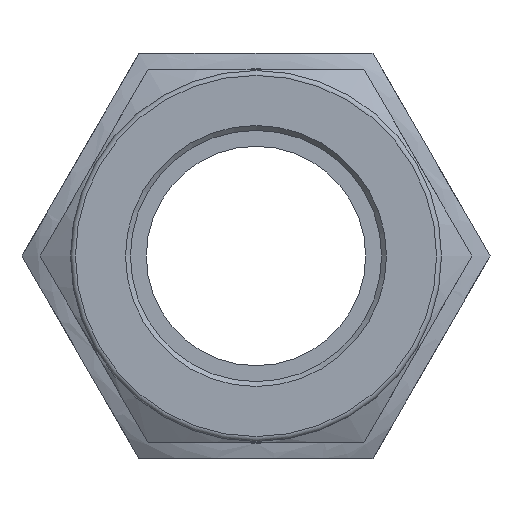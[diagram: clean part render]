
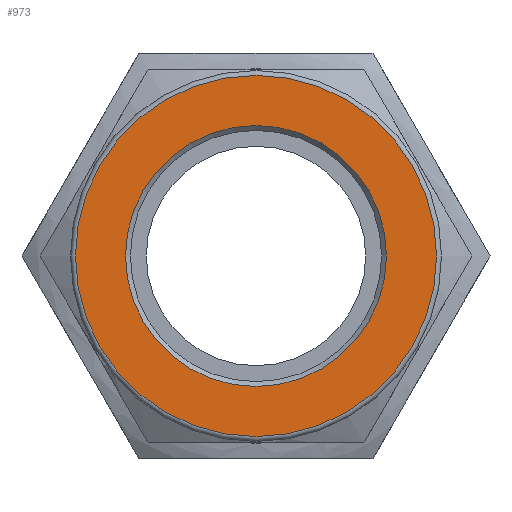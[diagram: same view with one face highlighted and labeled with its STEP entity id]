
A CAD part, left-side view. The second image highlights one B-rep face of the part: STEP entity #973.
In plain terms, the highlighted planar face has unit normal (-1, 0, 0).
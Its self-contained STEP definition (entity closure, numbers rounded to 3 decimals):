
#34=FACE_BOUND('',#220,.T.);
#79=CIRCLE('',#1074,13.3);
#80=CIRCLE('',#1076,18.4);
#150=FACE_OUTER_BOUND('',#219,.T.);
#219=EDGE_LOOP('',(#701));
#220=EDGE_LOOP('',(#702));
#425=VERTEX_POINT('',#1562);
#426=VERTEX_POINT('',#1566);
#529=EDGE_CURVE('',#425,#425,#79,.T.);
#530=EDGE_CURVE('',#426,#426,#80,.T.);
#701=ORIENTED_EDGE('',*,*,#530,.F.);
#702=ORIENTED_EDGE('',*,*,#529,.T.);
#936=PLANE('',#1075);
#973=ADVANCED_FACE('',(#150,#34),#936,.T.);
#1074=AXIS2_PLACEMENT_3D('',#1564,#1244,#1245);
#1075=AXIS2_PLACEMENT_3D('',#1565,#1246,#1247);
#1076=AXIS2_PLACEMENT_3D('',#1567,#1248,#1249);
#1244=DIRECTION('center_axis',(1.,0.,0.));
#1245=DIRECTION('ref_axis',(0.,0.,-1.));
#1246=DIRECTION('center_axis',(-1.,0.,0.));
#1247=DIRECTION('ref_axis',(0.,0.,1.));
#1248=DIRECTION('center_axis',(1.,0.,0.));
#1249=DIRECTION('ref_axis',(0.,0.,-1.));
#1562=CARTESIAN_POINT('',(1.003,-13.3,0.));
#1564=CARTESIAN_POINT('Origin',(1.003,0.,0.));
#1565=CARTESIAN_POINT('Origin',(1.003,18.4,0.));
#1566=CARTESIAN_POINT('',(1.003,0.,18.4));
#1567=CARTESIAN_POINT('Origin',(1.003,0.,0.));
